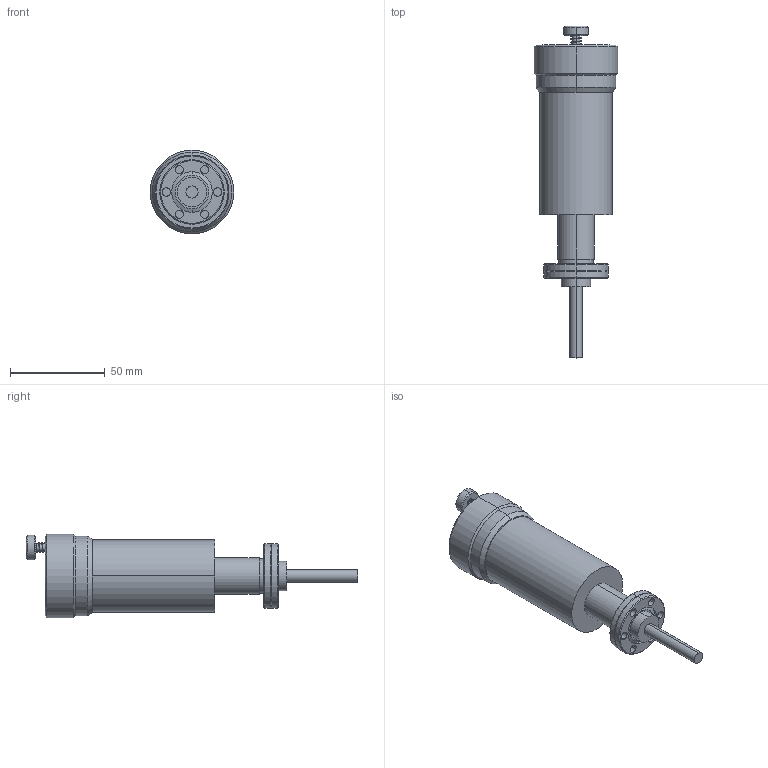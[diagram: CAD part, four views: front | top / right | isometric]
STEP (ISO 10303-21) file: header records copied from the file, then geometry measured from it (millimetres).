
FILE_DESCRIPTION((''),'2;1');
FILE_NAME('ZRD94','2011-07-25T',('enver.celik'),(''),'PRO/ENGINEER BY PARAMETRIC TECHNOLOGY CORPORATION, 2010140','PRO/ENGINEER BY PARAMETRIC TECHNOLOGY CORPORATION, 2010140','');
FILE_SCHEMA(('CONFIG_CONTROL_DESIGN'));
Length unit declared in the file: millimetre
Products named in the file (1): ZRD94
Bounding box: 44 x 175 x 44 mm (x, y, z)
Volume: 125528.7 mm3; surface area: 19591.4 mm2
Topology: 1 solids, 1 shells, 72 faces, 169 edges, 108 vertices
Faces by surface type: cylinder 38, cone 20, plane 12, bspline 2
Entity records: 8199 total; most frequent: CARTESIAN_POINT 6401, DIRECTION 403, ORIENTED_EDGE 338, AXIS2_PLACEMENT_3D 172, EDGE_CURVE 169, VERTEX_POINT 108, CIRCLE 102, EDGE_LOOP 95
